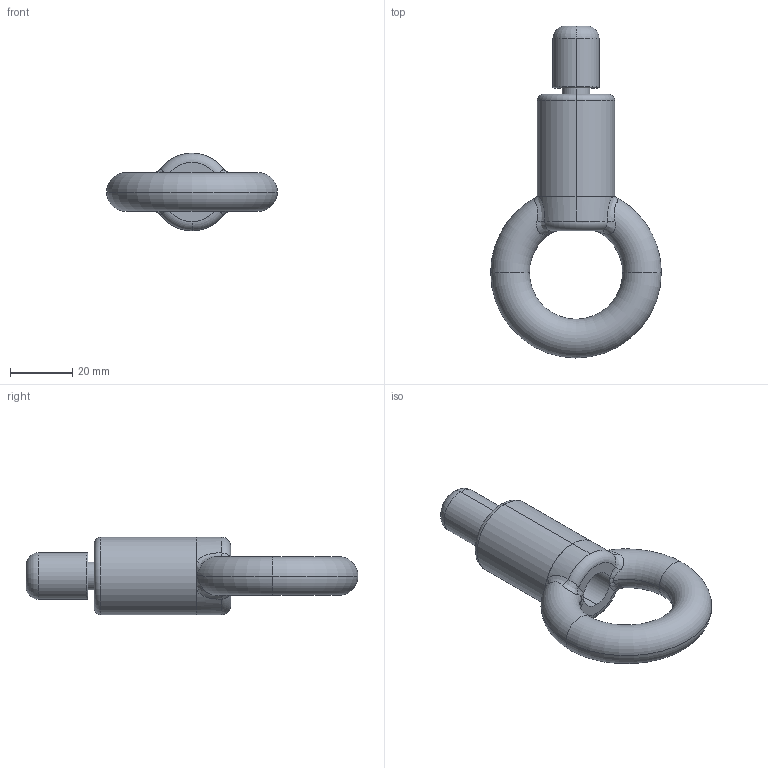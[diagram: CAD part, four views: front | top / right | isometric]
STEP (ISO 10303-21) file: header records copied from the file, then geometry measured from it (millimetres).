
FILE_DESCRIPTION (( 'STEP AP203' ), '1' );
FILE_NAME ('T37651.STEP', '2018-07-20T15:10:48', ( '' ), ( '' ), 'SwSTEP 2.0', 'SolidWorks 2016', '' );
FILE_SCHEMA (( 'CONFIG_CONTROL_DESIGN' ));
Length unit declared in the file: millimetre
Products named in the file (1): T37651
Bounding box: 55 x 106.97 x 25 mm (x, y, z)
Volume: 33355.8 mm3; surface area: 12182 mm2
Topology: 2 solids, 2 shells, 55 faces, 128 edges, 76 vertices
Faces by surface type: torus 17, bspline 16, cylinder 15, plane 7
Entity records: 2759 total; most frequent: CARTESIAN_POINT 1491, ORIENTED_EDGE 256, DIRECTION 251, EDGE_CURVE 128, AXIS2_PLACEMENT_3D 119, CIRCLE 79, VERTEX_POINT 76, EDGE_LOOP 60
